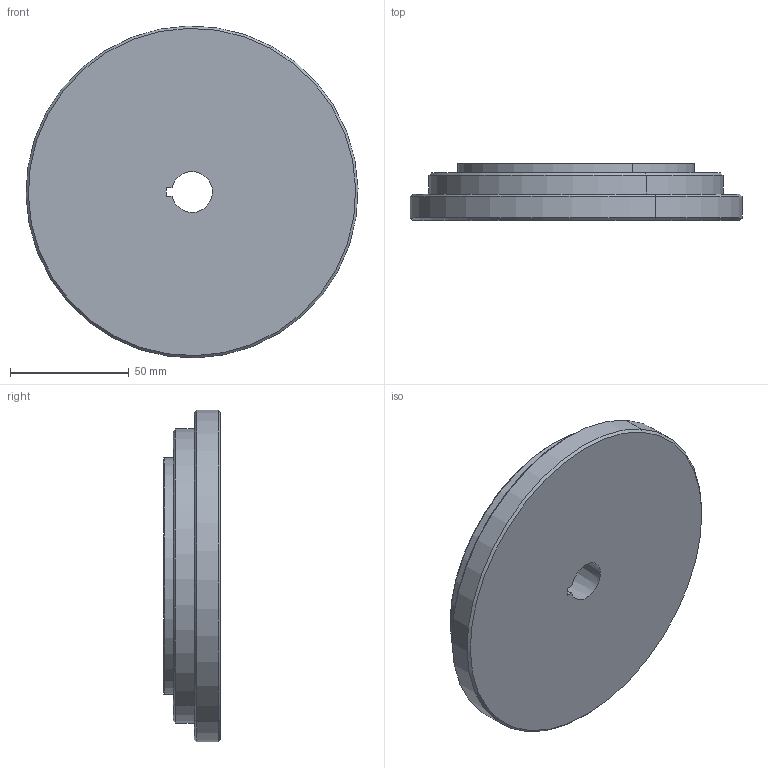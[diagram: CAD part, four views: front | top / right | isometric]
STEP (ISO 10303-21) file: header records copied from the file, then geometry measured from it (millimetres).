
FILE_DESCRIPTION(('CATIA V5 STEP Exchange'),'2;1');
FILE_NAME('Volant d''inertie.stp','2021-06-04T08:09:08+00:00',('none'),('none'),'CATIA Version 5 Release 20 GA (IN-10)','CATIA V5 STEP AP203','none');
FILE_SCHEMA(('CONFIG_CONTROL_DESIGN'));
Length unit declared in the file: millimetre
Products named in the file (1): Volant d'inertie
Bounding box: 139.96 x 24 x 139.96 mm (x, y, z)
Volume: 301044.1 mm3; surface area: 40581.6 mm2
Topology: 1 solids, 1 shells, 24 faces, 52 edges, 32 vertices
Faces by surface type: cone 11, plane 7, cylinder 6
Entity records: 655 total; most frequent: CARTESIAN_POINT 110, ORIENTED_EDGE 104, DIRECTION 88, EDGE_CURVE 52, AXIS2_PLACEMENT_3D 46, VERTEX_POINT 32, EDGE_LOOP 28, CIRCLE 26
